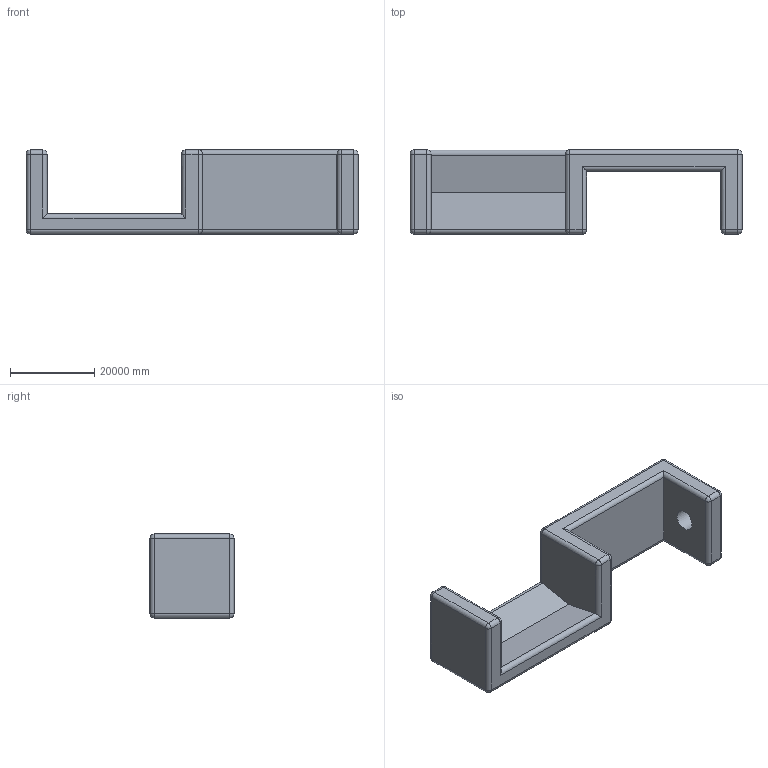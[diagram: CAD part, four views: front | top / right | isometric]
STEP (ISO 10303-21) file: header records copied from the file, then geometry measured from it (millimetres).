
FILE_DESCRIPTION(('Open CASCADE Model'),'2;1');
FILE_NAME('Open CASCADE Shape Model','2020-05-02T14:59:16',('Author'),( 'Open CASCADE'),'Open CASCADE STEP processor 7.3','Open CASCADE 7.3' ,'Unknown');
FILE_SCHEMA(('AUTOMOTIVE_DESIGN { 1 0 10303 214 1 1 1 1 }'));
Length unit declared in the file: millimetre
Products named in the file (1): Open CASCADE STEP translator 7.3 2
Bounding box: 79000 x 20000 x 20000 mm (x, y, z)
Volume: 11510726410551.8 mm3; surface area: 6185275456 mm2
Topology: 1 solids, 1 shells, 64 faces, 134 edges, 72 vertices
Faces by surface type: cylinder 33, sphere 16, plane 15
Full cylindrical faces by diameter (mm): 5000 x1
Entity records: 4686 total; most frequent: CARTESIAN_POINT 2006, DIRECTION 496, ORIENTED_EDGE 268, PCURVE 268, DEFINITIONAL_REPRESENTATION 268, LINE 241, VECTOR 241, EDGE_CURVE 134
